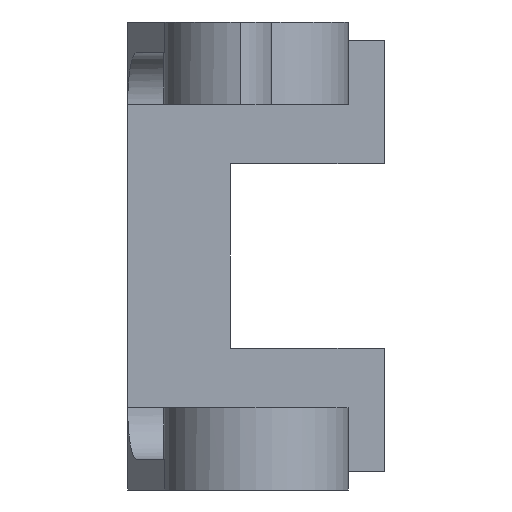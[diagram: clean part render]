
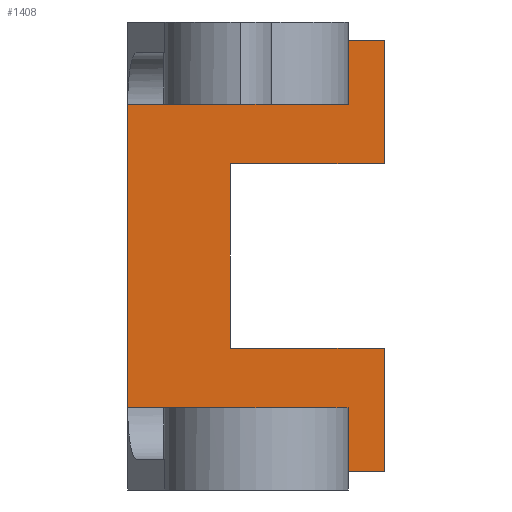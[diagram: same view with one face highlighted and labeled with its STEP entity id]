
A CAD part, front view. The second image highlights one B-rep face of the part: STEP entity #1408.
In plain terms, the highlighted planar face has unit normal (0, -1, 0).
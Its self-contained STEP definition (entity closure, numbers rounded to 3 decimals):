
#45 = DIRECTION ( 'NONE',  ( 0., 0., -1. ) ) ;
#66 = CARTESIAN_POINT ( 'NONE',  ( 2.5, 20., 8. ) ) ;
#75 = DIRECTION ( 'NONE',  ( 0., 0., -1. ) ) ;
#132 = VERTEX_POINT ( 'NONE', #1831 ) ;
#154 = CARTESIAN_POINT ( 'NONE',  ( 2.5, 20., 22.8 ) ) ;
#179 = EDGE_LOOP ( 'NONE', ( #927, #815, #357, #1729, #244, #1770, #552, #472, #1839, #243, #368, #834 ) ) ;
#199 = VERTEX_POINT ( 'NONE', #1678 ) ;
#243 = ORIENTED_EDGE ( 'NONE', *, *, #1766, .F. ) ;
#244 = ORIENTED_EDGE ( 'NONE', *, *, #732, .F. ) ;
#270 = CARTESIAN_POINT ( 'NONE',  ( 17.5, 20., 1.8 ) ) ;
#290 = DIRECTION ( 'NONE',  ( -1., 0., 0. ) ) ;
#324 = DIRECTION ( 'NONE',  ( 0., 0., 1. ) ) ;
#327 = EDGE_CURVE ( 'NONE', #961, #826, #1730, .T. ) ;
#357 = ORIENTED_EDGE ( 'NONE', *, *, #327, .F. ) ;
#368 = ORIENTED_EDGE ( 'NONE', *, *, #1012, .T. ) ;
#370 = VERTEX_POINT ( 'NONE', #447 ) ;
#412 = DIRECTION ( 'NONE',  ( 0., 0., -1. ) ) ;
#420 = VERTEX_POINT ( 'NONE', #647 ) ;
#426 = EDGE_CURVE ( 'NONE', #1468, #1870, #1745, .T. ) ;
#447 = CARTESIAN_POINT ( 'NONE',  ( 2.5, 20., 43.8 ) ) ;
#456 = VECTOR ( 'NONE', #756, 1000. ) ;
#466 = EDGE_CURVE ( 'NONE', #1468, #2004, #830, .T. ) ;
#472 = ORIENTED_EDGE ( 'NONE', *, *, #426, .F. ) ;
#477 = CARTESIAN_POINT ( 'NONE',  ( 2.5, 20., 37.6 ) ) ;
#538 = LINE ( 'NONE', #1814, #985 ) ;
#552 = ORIENTED_EDGE ( 'NONE', *, *, #992, .T. ) ;
#570 = CARTESIAN_POINT ( 'NONE',  ( 17.5, 20., 1.8 ) ) ;
#598 = CARTESIAN_POINT ( 'NONE',  ( 17.5, 20., 13.8 ) ) ;
#614 = VERTEX_POINT ( 'NONE', #1040 ) ;
#647 = CARTESIAN_POINT ( 'NONE',  ( 17.5, 20., 13.8 ) ) ;
#649 = VECTOR ( 'NONE', #677, 1000. ) ;
#665 = EDGE_CURVE ( 'NONE', #420, #132, #2025, .T. ) ;
#668 = CARTESIAN_POINT ( 'NONE',  ( 2.5, 20., 3. ) ) ;
#671 = EDGE_CURVE ( 'NONE', #1153, #826, #1559, .T. ) ;
#677 = DIRECTION ( 'NONE',  ( -1., 0., 0. ) ) ;
#703 = DIRECTION ( 'NONE',  ( 0., 0., 1. ) ) ;
#732 = EDGE_CURVE ( 'NONE', #199, #370, #976, .T. ) ;
#756 = DIRECTION ( 'NONE',  ( 0., 0., -1. ) ) ;
#765 = CARTESIAN_POINT ( 'NONE',  ( -7.5, 20., 8. ) ) ;
#773 = LINE ( 'NONE', #270, #1376 ) ;
#783 = DIRECTION ( 'NONE',  ( 0., 0., 1. ) ) ;
#815 = ORIENTED_EDGE ( 'NONE', *, *, #671, .T. ) ;
#826 = VERTEX_POINT ( 'NONE', #1837 ) ;
#830 = LINE ( 'NONE', #668, #1687 ) ;
#834 = ORIENTED_EDGE ( 'NONE', *, *, #665, .T. ) ;
#888 = DIRECTION ( 'NONE',  ( -1., 0., 0. ) ) ;
#912 = CARTESIAN_POINT ( 'NONE',  ( 17.5, 20., 31.8 ) ) ;
#919 = VECTOR ( 'NONE', #937, 1000. ) ;
#924 = CARTESIAN_POINT ( 'NONE',  ( 17.5, 20., 43.8 ) ) ;
#927 = ORIENTED_EDGE ( 'NONE', *, *, #980, .F. ) ;
#937 = DIRECTION ( 'NONE',  ( 1., 0., 0. ) ) ;
#938 = CARTESIAN_POINT ( 'NONE',  ( 2.5, 20., 1.8 ) ) ;
#961 = VERTEX_POINT ( 'NONE', #1032 ) ;
#976 = LINE ( 'NONE', #1280, #1825 ) ;
#980 = EDGE_CURVE ( 'NONE', #1153, #132, #1842, .T. ) ;
#985 = VECTOR ( 'NONE', #703, 1000. ) ;
#992 = EDGE_CURVE ( 'NONE', #614, #1870, #1043, .T. ) ;
#1012 = EDGE_CURVE ( 'NONE', #1191, #420, #538, .T. ) ;
#1032 = CARTESIAN_POINT ( 'NONE',  ( 17.5, 20., 43.8 ) ) ;
#1040 = CARTESIAN_POINT ( 'NONE',  ( -7.5, 20., 37.6 ) ) ;
#1041 = EDGE_CURVE ( 'NONE', #614, #199, #1056, .T. ) ;
#1043 = LINE ( 'NONE', #1679, #1726 ) ;
#1056 = LINE ( 'NONE', #477, #1448 ) ;
#1060 = DIRECTION ( 'NONE',  ( 0., 1., 0. ) ) ;
#1084 = VECTOR ( 'NONE', #1549, 1000. ) ;
#1153 = VERTEX_POINT ( 'NONE', #1967 ) ;
#1177 = CARTESIAN_POINT ( 'NONE',  ( 2.5, 20., 22.8 ) ) ;
#1191 = VERTEX_POINT ( 'NONE', #570 ) ;
#1215 = DIRECTION ( 'NONE',  ( 1., 0., 0. ) ) ;
#1254 = AXIS2_PLACEMENT_3D ( 'NONE', #154, #1060, #783 ) ;
#1280 = CARTESIAN_POINT ( 'NONE',  ( 2.5, 20., 42.6 ) ) ;
#1317 = EDGE_CURVE ( 'NONE', #370, #961, #1576, .T. ) ;
#1376 = VECTOR ( 'NONE', #888, 1000. ) ;
#1408 = ADVANCED_FACE ( 'NONE', ( #1543 ), #1568, .F. ) ;
#1448 = VECTOR ( 'NONE', #1215, 1000. ) ;
#1468 = VERTEX_POINT ( 'NONE', #66 ) ;
#1543 = FACE_OUTER_BOUND ( 'NONE', #179, .T. ) ;
#1545 = VECTOR ( 'NONE', #290, 1000. ) ;
#1549 = DIRECTION ( 'NONE',  ( 1., 0., 0. ) ) ;
#1559 = LINE ( 'NONE', #912, #1084 ) ;
#1568 = PLANE ( 'NONE',  #1254 ) ;
#1576 = LINE ( 'NONE', #1764, #919 ) ;
#1678 = CARTESIAN_POINT ( 'NONE',  ( 2.5, 20., 37.6 ) ) ;
#1679 = CARTESIAN_POINT ( 'NONE',  ( -7.5, 20., 22.8 ) ) ;
#1687 = VECTOR ( 'NONE', #45, 1000. ) ;
#1726 = VECTOR ( 'NONE', #75, 1000. ) ;
#1729 = ORIENTED_EDGE ( 'NONE', *, *, #1317, .F. ) ;
#1730 = LINE ( 'NONE', #924, #456 ) ;
#1745 = LINE ( 'NONE', #1905, #649 ) ;
#1764 = CARTESIAN_POINT ( 'NONE',  ( 17.5, 20., 43.8 ) ) ;
#1766 = EDGE_CURVE ( 'NONE', #1191, #2004, #773, .T. ) ;
#1770 = ORIENTED_EDGE ( 'NONE', *, *, #1041, .F. ) ;
#1814 = CARTESIAN_POINT ( 'NONE',  ( 17.5, 20., 1.8 ) ) ;
#1825 = VECTOR ( 'NONE', #324, 1000. ) ;
#1831 = CARTESIAN_POINT ( 'NONE',  ( 2.5, 20., 13.8 ) ) ;
#1837 = CARTESIAN_POINT ( 'NONE',  ( 17.5, 20., 31.8 ) ) ;
#1839 = ORIENTED_EDGE ( 'NONE', *, *, #466, .T. ) ;
#1842 = LINE ( 'NONE', #1177, #2056 ) ;
#1870 = VERTEX_POINT ( 'NONE', #765 ) ;
#1905 = CARTESIAN_POINT ( 'NONE',  ( 2.5, 20., 8. ) ) ;
#1967 = CARTESIAN_POINT ( 'NONE',  ( 2.5, 20., 31.8 ) ) ;
#2004 = VERTEX_POINT ( 'NONE', #938 ) ;
#2025 = LINE ( 'NONE', #598, #1545 ) ;
#2056 = VECTOR ( 'NONE', #412, 1000. ) ;
